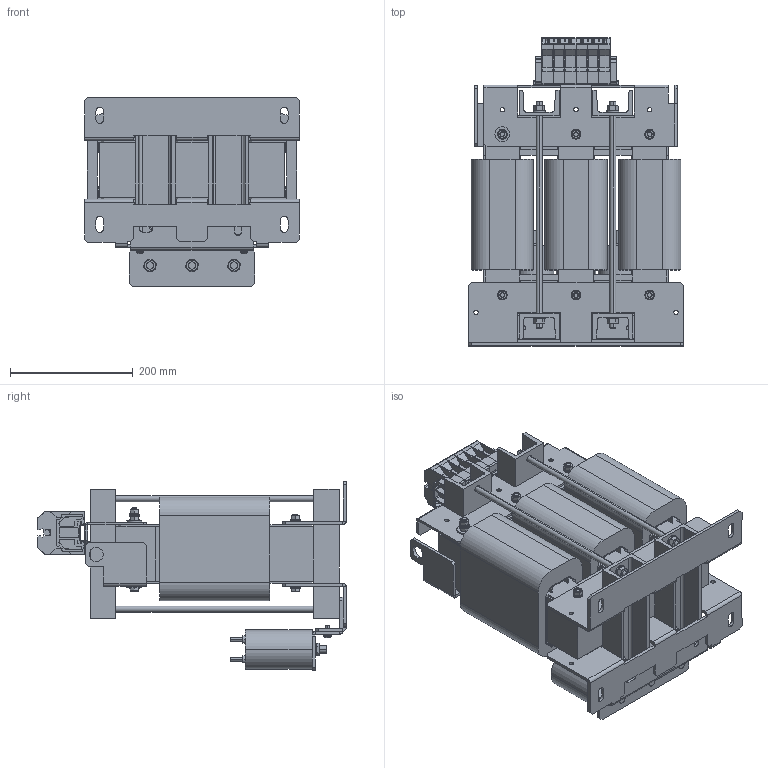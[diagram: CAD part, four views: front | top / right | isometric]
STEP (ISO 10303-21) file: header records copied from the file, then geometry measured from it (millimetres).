
FILE_DESCRIPTION (( 'STEP AP214' ), '1' );
FILE_NAME ('B 1001072.STEP', '2014-04-25T09:35:21', ( '' ), ( '' ), 'SwSTEP 2.0', 'SolidWorks 2012', '' );
FILE_SCHEMA (( 'AUTOMOTIVE_DESIGN' ));
Length unit declared in the file: millimetre
Products named in the file (31): +3810-0161; #050-0965; WDU 50N beige +2210-0081; +2216-0033; #700-1357; hex nut style 1 gradeab_din_Hexagon Nut ISO 4032 - M10 - D - N; plain washer grade a_din_Washer DIN 125 - A 10.5; hex thin nut chamfered gradeab_din_Hexagon Thin Nut ISO 4035 - M12 - N; toothed lock washer 1_din_DIN 6797-A13; pan head cross recess screw_din_ISO 7045 - M6 x 16 - Z --- 16N; plain washer grade a_din_Washer DIN 125 - A 6.4; Isolierbuchse M8_M05; curved spring lock washer_din_Spring washer DIN 128 - A8; hex nut style 1 gradeab_din_Hexagon Nut ISO 4032 - M8 - D - N; plain washer grade a_din_Washer DIN 125 - A 8.4; plain washer large_din_Washer DIN 9021 - 8.4; M8x120DIN933; M8x130DIN933; #040-1302; #040-1303; #040-1309; #050-1044_140304 neue Cs; #080-0626; #130-0314; #144-0233; Alu-Platte 60x45x3mm; TS35x140_3xD5.5 A=56; Kern f黵 B 1001072; HGW-Platte 180x82x1mm; Wickel f黵 B 1001072; B 1001072
Assembly tree (119 placements, depth 2):
  B 1001072
    Wickel f黵 B 1001072  x3
    HGW-Platte 180x82x1mm  x6
    Kern f黵 B 1001072
    TS35x140_3xD5.5 A=56
    Alu-Platte 60x45x3mm  x8
    #144-0233  x6
    #130-0314  x6
    #080-0626
    #050-1044_140304 neue Cs
    #040-1309
    #040-1303
    #040-1302
    M8x130DIN933
    M8x120DIN933  x5
    plain washer large_din_Washer DIN 9021 - 8.4  x2
    plain washer grade a_din_Washer DIN 125 - A 8.4  x12
    hex nut style 1 gradeab_din_Hexagon Nut ISO 4032 - M8 - D - N  x7
    curved spring lock washer_din_Spring washer DIN 128 - A8
    Isolierbuchse M8_M05  x10
    plain washer grade a_din_Washer DIN 125 - A 6.4  x2
    pan head cross recess screw_din_ISO 7045 - M6 x 16 - Z --- 16N  x2
    toothed lock washer 1_din_DIN 6797-A13  x3
    hex thin nut chamfered gradeab_din_Hexagon Thin Nut ISO 4035 - M12 - N  x3
    plain washer grade a_din_Washer DIN 125 - A 10.5  x8
    hex nut style 1 gradeab_din_Hexagon Nut ISO 4032 - M10 - D - N  x8
    #700-1357  x4
    +2216-0033  x2
    WDU 50N beige +2210-0081  x6
    #050-0965  x4
    +3810-0161  x3
Bounding box: 350 x 502.1 x 307.5 mm (x, y, z)
Volume: 15259352.6 mm3; surface area: 2576906.2 mm2
Topology: 119 solids, 119 shells, 4306 faces, 11265 edges, 7222 vertices
Faces by surface type: plane 3106, cylinder 828, cone 328, torus 36, sphere 4, bspline 4
Entity records: 39329 total; most frequent: CARTESIAN_POINT 7608, DIRECTION 6267, ORIENTED_EDGE 6222, EDGE_CURVE 3111, VECTOR 2261, LINE 2261, AXIS2_PLACEMENT_3D 2003, VERTEX_POINT 1992
